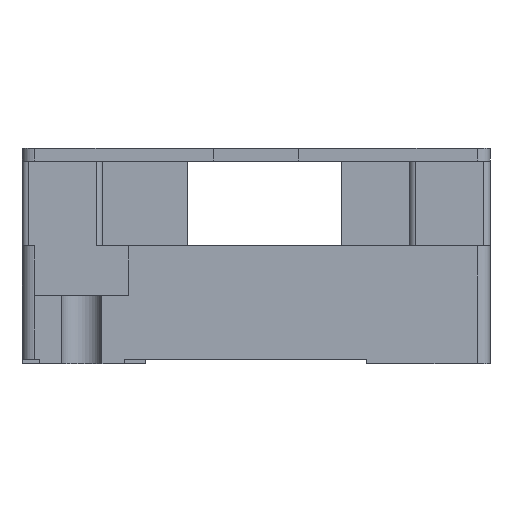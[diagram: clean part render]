
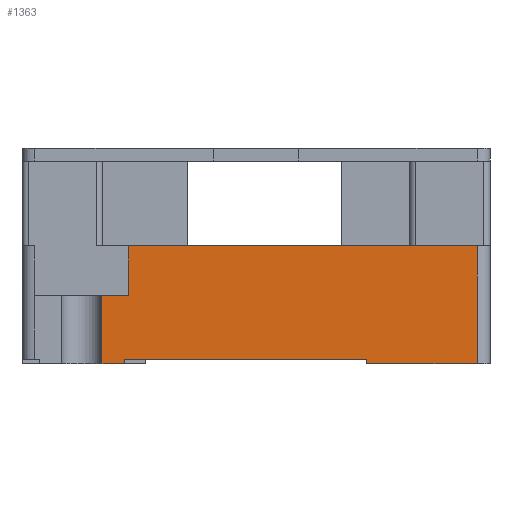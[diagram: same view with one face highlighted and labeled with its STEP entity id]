
A CAD part, front view. The second image highlights one B-rep face of the part: STEP entity #1363.
In plain terms, the highlighted planar face has unit normal (0, -1, 0).
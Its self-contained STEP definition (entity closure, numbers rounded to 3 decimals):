
#1363=ADVANCED_FACE('',(#3582),#3583,.T.);
#1779=VERTEX_POINT('',#4011);
#1783=VERTEX_POINT('',#4015);
#1785=EDGE_CURVE('',#1783,#1779,#4017,.T.);
#1901=VERTEX_POINT('',#4133);
#1905=EDGE_CURVE('',#1779,#1901,#4137,.T.);
#1907=VERTEX_POINT('',#4139);
#1909=EDGE_CURVE('',#1907,#1783,#4141,.T.);
#2047=VERTEX_POINT('',#4279);
#2049=EDGE_CURVE('',#2047,#1907,#4281,.T.);
#2413=VERTEX_POINT('',#4645);
#2417=EDGE_CURVE('',#1901,#2413,#4649,.T.);
#2777=VERTEX_POINT('',#5009);
#2783=EDGE_CURVE('',#2777,#2047,#5015,.T.);
#2863=VERTEX_POINT('',#5095);
#2871=VERTEX_POINT('',#5103);
#2875=EDGE_CURVE('',#2863,#2871,#5107,.T.);
#2877=EDGE_CURVE('',#2871,#2777,#5109,.T.);
#2959=VERTEX_POINT('',#5191);
#2961=EDGE_CURVE('',#2959,#2863,#5193,.T.);
#3057=EDGE_CURVE('',#2413,#2959,#5289,.T.);
#3582=FACE_OUTER_BOUND('',#5804,.T.);
#3583=PLANE('',#5805);
#4011=CARTESIAN_POINT('',(40.5,28.35,0.5));
#4015=CARTESIAN_POINT('',(12.1,28.35,0.5));
#4017=LINE('',#6420,#6421);
#4133=CARTESIAN_POINT('',(40.5,28.35,0.0));
#4137=LINE('',#6599,#6600);
#4139=CARTESIAN_POINT('',(12.1,28.35,0.0));
#4141=LINE('',#6605,#6606);
#4279=CARTESIAN_POINT('',(9.4,28.35,0.0));
#4281=LINE('',#6826,#6827);
#4645=CARTESIAN_POINT('',(53.5,28.35,0.0));
#4649=LINE('',#7407,#7408);
#5009=CARTESIAN_POINT('',(9.4,28.35,8.0));
#5015=LINE('',#7972,#7973);
#5095=CARTESIAN_POINT('',(12.5,28.35,13.85));
#5103=CARTESIAN_POINT('',(12.5,28.35,8.0));
#5107=LINE('',#8117,#8118);
#5109=LINE('',#8121,#8122);
#5191=CARTESIAN_POINT('',(53.5,28.35,13.85));
#5193=LINE('',#8247,#8248);
#5289=LINE('',#8405,#8406);
#5804=EDGE_LOOP('',(#10021,#10022,#10023,#10024,#10025,#10026,#10027,#10028,#10029,#10030));
#5805=AXIS2_PLACEMENT_3D('',#10031,#10032,#10033);
#6420=CARTESIAN_POINT('',(40.501,28.35,0.5));
#6421=VECTOR('',#10305,1.0);
#6599=CARTESIAN_POINT('',(40.5,28.35,0.0));
#6600=VECTOR('',#10357,1.0);
#6605=CARTESIAN_POINT('',(12.1,28.35,0.0));
#6606=VECTOR('',#10358,1.0);
#6826=CARTESIAN_POINT('',(1.5,28.35,0.0));
#6827=VECTOR('',#10411,1.0);
#7407=CARTESIAN_POINT('',(1.5,28.35,0.0));
#7408=VECTOR('',#10545,1.0);
#7972=CARTESIAN_POINT('',(9.4,28.35,0.0));
#7973=VECTOR('',#10727,1.0);
#8117=CARTESIAN_POINT('',(12.5,28.35,6.5));
#8118=VECTOR('',#10766,1.0);
#8121=CARTESIAN_POINT('',(30.25,28.35,8.0));
#8122=VECTOR('',#10767,1.0);
#8247=CARTESIAN_POINT('',(1.5,28.35,13.85));
#8248=VECTOR('',#10803,1.0);
#8405=CARTESIAN_POINT('',(53.5,28.35,0.0));
#8406=VECTOR('',#10849,1.0);
#10021=ORIENTED_EDGE('',*,*,#1905,.T.);
#10022=ORIENTED_EDGE('',*,*,#2417,.T.);
#10023=ORIENTED_EDGE('',*,*,#3057,.T.);
#10024=ORIENTED_EDGE('',*,*,#2961,.T.);
#10025=ORIENTED_EDGE('',*,*,#2875,.T.);
#10026=ORIENTED_EDGE('',*,*,#2877,.T.);
#10027=ORIENTED_EDGE('',*,*,#2783,.T.);
#10028=ORIENTED_EDGE('',*,*,#2049,.T.);
#10029=ORIENTED_EDGE('',*,*,#1909,.T.);
#10030=ORIENTED_EDGE('',*,*,#1785,.T.);
#10031=CARTESIAN_POINT('',(53.5,28.35,0.0));
#10032=DIRECTION('',(0.0,-1.0,0.0));
#10033=DIRECTION('',(0.0,0.0,1.0));
#10305=DIRECTION('',(1.0,0.0,0.0));
#10357=DIRECTION('',(0.0,0.0,-1.0));
#10358=DIRECTION('',(0.0,-0.0,1.0));
#10411=DIRECTION('',(1.0,0.0,0.0));
#10545=DIRECTION('',(1.0,0.0,0.0));
#10727=DIRECTION('',(0.0,0.0,-1.0));
#10766=DIRECTION('',(0.0,0.0,-1.0));
#10767=DIRECTION('',(-1.0,-0.0,0.0));
#10803=DIRECTION('',(-1.0,0.0,-0.0));
#10849=DIRECTION('',(0.0,0.0,1.0));
